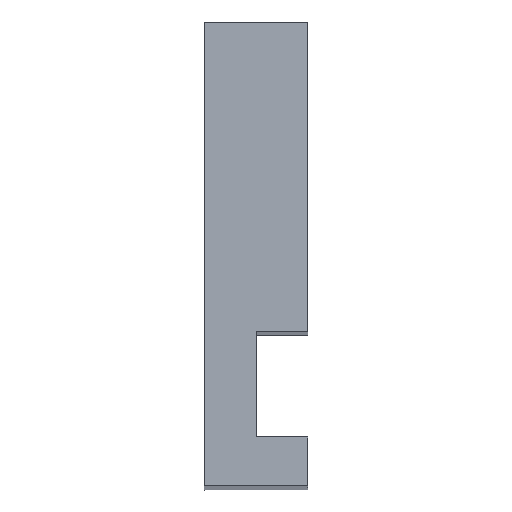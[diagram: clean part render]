
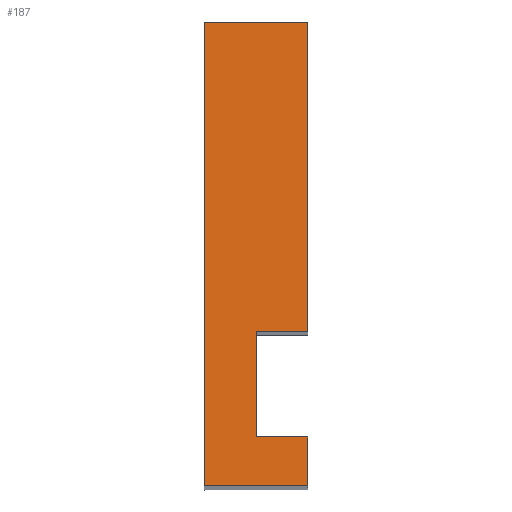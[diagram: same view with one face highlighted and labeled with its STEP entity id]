
A CAD part, top view. The second image highlights one B-rep face of the part: STEP entity #187.
In plain terms, the highlighted planar face has unit normal (0.707, 0, 0.707).
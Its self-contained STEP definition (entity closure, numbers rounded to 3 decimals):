
#21=FACE_OUTER_BOUND('',#31,.T.);
#31=EDGE_LOOP('',(#151,#152,#153,#154,#155,#156,#157,#158));
#35=LINE('',#271,#59);
#39=LINE('',#280,#63);
#43=LINE('',#287,#67);
#50=LINE('',#301,#74);
#53=LINE('',#306,#77);
#54=LINE('',#309,#78);
#55=LINE('',#311,#79);
#56=LINE('',#312,#80);
#59=VECTOR('',#225,10.);
#63=VECTOR('',#231,10.);
#67=VECTOR('',#237,10.);
#74=VECTOR('',#248,10.);
#77=VECTOR('',#253,10.);
#78=VECTOR('',#256,10.);
#79=VECTOR('',#257,10.);
#80=VECTOR('',#258,10.);
#83=VERTEX_POINT('',#269);
#84=VERTEX_POINT('',#270);
#87=VERTEX_POINT('',#278);
#88=VERTEX_POINT('',#279);
#95=VERTEX_POINT('',#300);
#96=VERTEX_POINT('',#304);
#97=VERTEX_POINT('',#308);
#98=VERTEX_POINT('',#310);
#99=EDGE_CURVE('',#83,#84,#35,.T.);
#103=EDGE_CURVE('',#87,#88,#39,.T.);
#107=EDGE_CURVE('',#88,#83,#43,.T.);
#114=EDGE_CURVE('',#95,#87,#50,.T.);
#117=EDGE_CURVE('',#84,#96,#53,.T.);
#118=EDGE_CURVE('',#97,#96,#54,.T.);
#119=EDGE_CURVE('',#98,#97,#55,.T.);
#120=EDGE_CURVE('',#98,#95,#56,.T.);
#151=ORIENTED_EDGE('',*,*,#99,.T.);
#152=ORIENTED_EDGE('',*,*,#117,.T.);
#153=ORIENTED_EDGE('',*,*,#118,.F.);
#154=ORIENTED_EDGE('',*,*,#119,.F.);
#155=ORIENTED_EDGE('',*,*,#120,.T.);
#156=ORIENTED_EDGE('',*,*,#114,.T.);
#157=ORIENTED_EDGE('',*,*,#103,.T.);
#158=ORIENTED_EDGE('',*,*,#107,.T.);
#177=PLANE('',#217);
#187=ADVANCED_FACE('',(#21),#177,.T.);
#217=AXIS2_PLACEMENT_3D('',#307,#254,#255);
#225=DIRECTION('',(0.707,0.,-0.707));
#231=DIRECTION('',(-0.707,0.,0.707));
#237=DIRECTION('',(0.,1.,0.));
#248=DIRECTION('',(0.,1.,0.));
#253=DIRECTION('',(0.,1.,0.));
#254=DIRECTION('center_axis',(0.707,0.,0.707));
#255=DIRECTION('ref_axis',(0.707,0.,-0.707));
#256=DIRECTION('',(0.707,0.,-0.707));
#257=DIRECTION('',(0.,1.,0.));
#258=DIRECTION('',(0.707,0.,-0.707));
#269=CARTESIAN_POINT('',(2.,6.,45.));
#270=CARTESIAN_POINT('',(4.,6.,43.));
#271=CARTESIAN_POINT('',(1.,6.,46.));
#278=CARTESIAN_POINT('',(4.,1.9,43.));
#279=CARTESIAN_POINT('',(2.,1.9,45.));
#280=CARTESIAN_POINT('',(24.5,1.9,22.5));
#287=CARTESIAN_POINT('',(2.,1.975,45.));
#300=CARTESIAN_POINT('',(4.,0.,43.));
#301=CARTESIAN_POINT('',(4.,0.,43.));
#304=CARTESIAN_POINT('',(4.,18.,43.));
#306=CARTESIAN_POINT('',(4.,0.,43.));
#307=CARTESIAN_POINT('Origin',(0.,0.,47.));
#308=CARTESIAN_POINT('',(0.,18.,47.));
#309=CARTESIAN_POINT('',(0.,18.,47.));
#310=CARTESIAN_POINT('',(0.,0.,47.));
#311=CARTESIAN_POINT('',(0.,0.,47.));
#312=CARTESIAN_POINT('',(0.,0.,47.));
